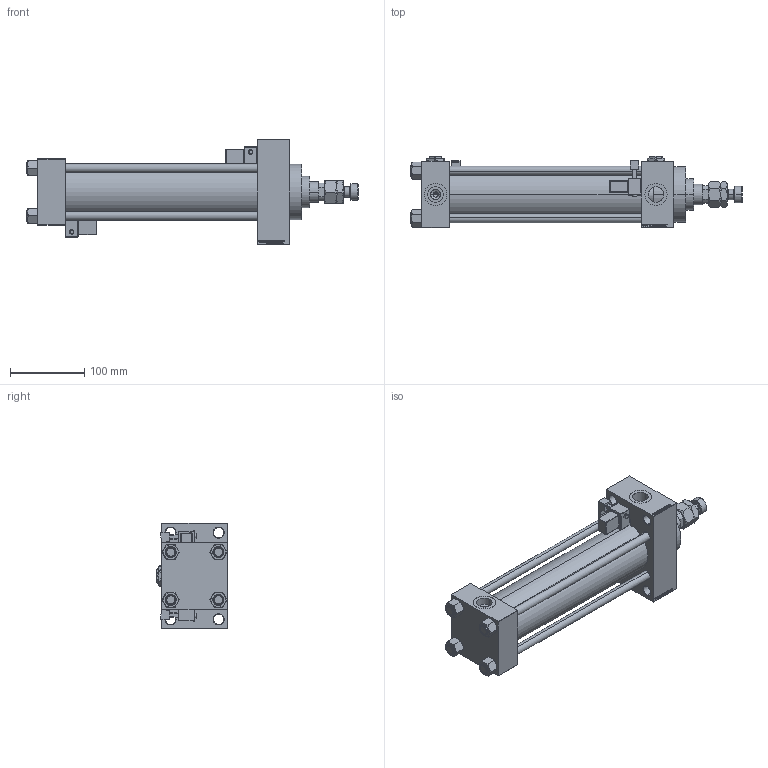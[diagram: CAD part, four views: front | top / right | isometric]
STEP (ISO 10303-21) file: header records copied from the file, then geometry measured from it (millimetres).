
FILE_DESCRIPTION (( 'STEP AP203' ), '1' );
FILE_NAME ('abfa.STEP', '2023-08-23T02:39:46', ( '' ), ( '' ), 'SwSTEP 2.0', 'SolidWorks 2019', '' );
FILE_SCHEMA (( 'CONFIG_CONTROL_DESIGN' ));
Length unit declared in the file: millimetre
Products named in the file (9): V215CR_D_TYCINKA f2a2f17e2aa813324aa0a0b82bfef9a4; abfa; Zatka_pro_OIL_PORT f2a2f17e2aa813324aa0a0b82bfef9a4; V215CR_VCP_D f2a2f17e2aa813324aa0a0b82bfef9a4; V215_VC_A f2a2f17e2aa813324aa0a0b82bfef9a4; MFA f2a2f17e2aa813324aa0a0b82bfef9a4; NUT_M5_D f2a2f17e2aa813324aa0a0b82bfef9a4; V215CR_D_Body f2a2f17e2aa813324aa0a0b82bfef9a4; V215CR_MSU f2a2f17e2aa813324aa0a0b82bfef9a4
Assembly tree (16 placements, depth 2):
  abfa
    V215CR_D_Body f2a2f17e2aa813324aa0a0b82bfef9a4
    V215CR_VCP_D f2a2f17e2aa813324aa0a0b82bfef9a4
    NUT_M5_D f2a2f17e2aa813324aa0a0b82bfef9a4  x4
    V215CR_D_TYCINKA f2a2f17e2aa813324aa0a0b82bfef9a4  x4
    V215_VC_A f2a2f17e2aa813324aa0a0b82bfef9a4
    MFA f2a2f17e2aa813324aa0a0b82bfef9a4
    V215CR_MSU f2a2f17e2aa813324aa0a0b82bfef9a4  x2
    Zatka_pro_OIL_PORT f2a2f17e2aa813324aa0a0b82bfef9a4  x2
Bounding box: 448 x 97 x 142 mm (x, y, z)
Volume: 1494501.3 mm3; surface area: 353490.4 mm2
Topology: 16 solids, 16 shells, 1410 faces, 3450 edges, 2174 vertices
Faces by surface type: plane 619, bspline 368, cone 212, cylinder 163, torus 24, sphere 24
Entity records: 53174 total; most frequent: CARTESIAN_POINT 26632, ORIENTED_EDGE 5818, DIRECTION 4041, EDGE_CURVE 2909, VERTEX_POINT 1876, VECTOR 1671, LINE 1671, EDGE_LOOP 1315
